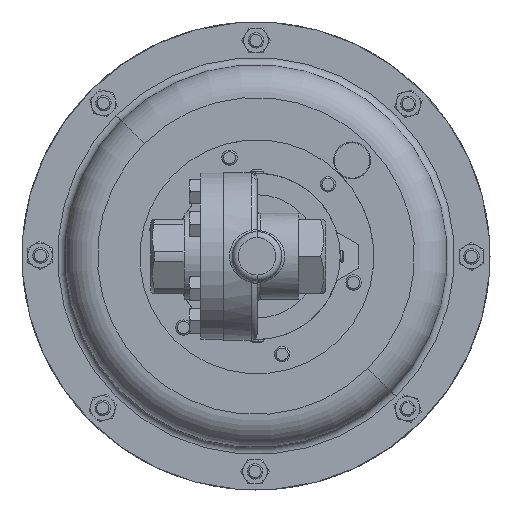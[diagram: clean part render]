
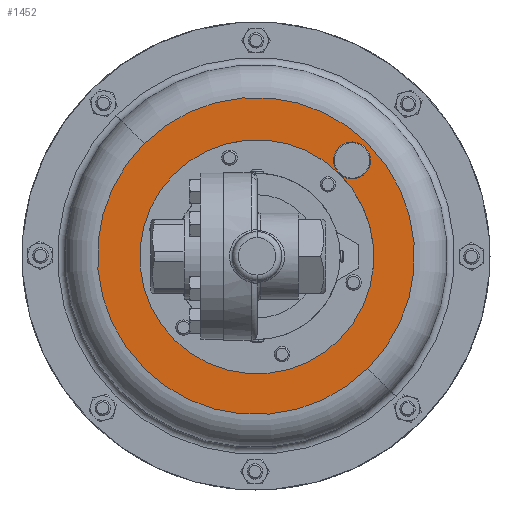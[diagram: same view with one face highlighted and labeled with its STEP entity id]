
A CAD part, front view. The second image highlights one B-rep face of the part: STEP entity #1452.
In plain terms, the highlighted planar face has unit normal (0, -1, 0).
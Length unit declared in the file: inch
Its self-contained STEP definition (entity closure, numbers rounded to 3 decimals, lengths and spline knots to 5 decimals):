
#182 = CIRCLE ( 'NONE', #4080, 0.375 ) ;
#584 = EDGE_CURVE ( 'NONE', #11303, #4054, #15043, .T. ) ;
#754 = CARTESIAN_POINT ( 'NONE',  ( -1.13504, 9.29072, 5.78935 ) ) ;
#1012 = ORIENTED_EDGE ( 'NONE', *, *, #584, .T. ) ;
#1048 = DIRECTION ( 'NONE',  ( -0.61, 0., 0.792 ) ) ;
#1191 = CARTESIAN_POINT ( 'NONE',  ( 1.13584, 9.29072, 3.50788 ) ) ;
#1452 = ADVANCED_FACE ( 'NONE', ( #18146, #14074 ), #5921, .T. ) ;
#1621 = ORIENTED_EDGE ( 'NONE', *, *, #14043, .F. ) ;
#1651 = EDGE_CURVE ( 'NONE', #11295, #14097, #8354, .T. ) ;
#2363 = VERTEX_POINT ( 'NONE', #12541 ) ;
#2714 = DIRECTION ( 'NONE',  ( -0.705, 0., 0.709 ) ) ;
#2855 = DIRECTION ( 'NONE',  ( -0.713, 0., 0.701 ) ) ;
#3482 = VERTEX_POINT ( 'NONE', #10032 ) ;
#3888 = EDGE_CURVE ( 'NONE', #18939, #2363, #3924, .T. ) ;
#3908 = CIRCLE ( 'NONE', #13353, 0.375 ) ;
#3924 = CIRCLE ( 'NONE', #18242, 0.375 ) ;
#4054 = VERTEX_POINT ( 'NONE', #6032 ) ;
#4071 = CARTESIAN_POINT ( 'NONE',  ( 3.0849, 9.29072, 5.4479 ) ) ;
#4080 = AXIS2_PLACEMENT_3D ( 'NONE', #17864, #8684, #19417 ) ;
#4459 = EDGE_CURVE ( 'NONE', #4054, #18939, #3908, .T. ) ;
#4911 = CARTESIAN_POINT ( 'NONE',  ( 1.13584, 9.29072, 3.50788 ) ) ;
#5600 = DIRECTION ( 'NONE',  ( -0.61, 0., 0.792 ) ) ;
#5921 = PLANE ( 'NONE',  #15488 ) ;
#6032 = CARTESIAN_POINT ( 'NONE',  ( 2.81813, 9.29072, 5.18435 ) ) ;
#6493 = DIRECTION ( 'NONE',  ( -0.705, 0., 0.709 ) ) ;
#7202 = EDGE_CURVE ( 'NONE', #12094, #3482, #8664, .T. ) ;
#7617 = DIRECTION ( 'NONE',  ( 0., 1., 0. ) ) ;
#7708 = DIRECTION ( 'NONE',  ( 0., 1., 0. ) ) ;
#7928 = AXIS2_PLACEMENT_3D ( 'NONE', #16813, #7617, #18337 ) ;
#8354 = CIRCLE ( 'NONE', #8963, 2.375 ) ;
#8592 = ORIENTED_EDGE ( 'NONE', *, *, #7202, .F. ) ;
#8664 = CIRCLE ( 'NONE', #13654, 3.219 ) ;
#8684 = DIRECTION ( 'NONE',  ( 0., 1., 0. ) ) ;
#8960 = DIRECTION ( 'NONE',  ( 0.705, 0., -0.709 ) ) ;
#8963 = AXIS2_PLACEMENT_3D ( 'NONE', #8979, #10534, #2855 ) ;
#8979 = CARTESIAN_POINT ( 'NONE',  ( 1.152, 9.29072, 3.49184 ) ) ;
#9784 = ORIENTED_EDGE ( 'NONE', *, *, #18771, .T. ) ;
#9801 = ORIENTED_EDGE ( 'NONE', *, *, #1651, .T. ) ;
#9943 = AXIS2_PLACEMENT_3D ( 'NONE', #4911, #15662, #6493 ) ;
#10032 = CARTESIAN_POINT ( 'NONE',  ( 3.40672, 9.29072, 1.22642 ) ) ;
#10280 = DIRECTION ( 'NONE',  ( 0., 1., 0. ) ) ;
#10488 = AXIS2_PLACEMENT_3D ( 'NONE', #16896, #7708, #18430 ) ;
#10534 = DIRECTION ( 'NONE',  ( 0., 1., 0. ) ) ;
#10943 = ORIENTED_EDGE ( 'NONE', *, *, #3888, .T. ) ;
#11126 = CIRCLE ( 'NONE', #9943, 3.219 ) ;
#11295 = VERTEX_POINT ( 'NONE', #13814 ) ;
#11303 = VERTEX_POINT ( 'NONE', #16914 ) ;
#11954 = DIRECTION ( 'NONE',  ( 0., 1., 0. ) ) ;
#12094 = VERTEX_POINT ( 'NONE', #754 ) ;
#12263 = CARTESIAN_POINT ( 'NONE',  ( 3.41731, 9.29072, 5.77876 ) ) ;
#12541 = CARTESIAN_POINT ( 'NONE',  ( 3.31381, 9.29072, 5.15087 ) ) ;
#13353 = AXIS2_PLACEMENT_3D ( 'NONE', #4071, #14813, #5600 ) ;
#13654 = AXIS2_PLACEMENT_3D ( 'NONE', #1191, #11954, #2714 ) ;
#13814 = CARTESIAN_POINT ( 'NONE',  ( 2.82455, 9.29072, 5.17801 ) ) ;
#14043 = EDGE_CURVE ( 'NONE', #3482, #12094, #11126, .T. ) ;
#14074 = FACE_BOUND ( 'NONE', #14318, .T. ) ;
#14097 = VERTEX_POINT ( 'NONE', #18901 ) ;
#14318 = EDGE_LOOP ( 'NONE', ( #15343, #10943, #9784, #9801, #17917, #1012 ) ) ;
#14813 = DIRECTION ( 'NONE',  ( 0., 1., 0. ) ) ;
#15043 = CIRCLE ( 'NONE', #10488, 2.375 ) ;
#15343 = ORIENTED_EDGE ( 'NONE', *, *, #4459, .T. ) ;
#15488 = AXIS2_PLACEMENT_3D ( 'NONE', #12263, #19698, #8960 ) ;
#15662 = DIRECTION ( 'NONE',  ( 0., 1., 0. ) ) ;
#16494 = EDGE_CURVE ( 'NONE', #14097, #11303, #16602, .T. ) ;
#16602 = CIRCLE ( 'NONE', #7928, 2.375 ) ;
#16813 = CARTESIAN_POINT ( 'NONE',  ( 1.152, 9.29072, 3.49184 ) ) ;
#16856 = CARTESIAN_POINT ( 'NONE',  ( 2.85599, 9.29072, 5.74493 ) ) ;
#16896 = CARTESIAN_POINT ( 'NONE',  ( 1.152, 9.29072, 3.49184 ) ) ;
#16914 = CARTESIAN_POINT ( 'NONE',  ( -0.54195, 9.29072, 5.15652 ) ) ;
#17624 = EDGE_LOOP ( 'NONE', ( #8592, #1621 ) ) ;
#17864 = CARTESIAN_POINT ( 'NONE',  ( 3.0849, 9.29072, 5.4479 ) ) ;
#17917 = ORIENTED_EDGE ( 'NONE', *, *, #16494, .T. ) ;
#18146 = FACE_OUTER_BOUND ( 'NONE', #17624, .T. ) ;
#18242 = AXIS2_PLACEMENT_3D ( 'NONE', #19476, #10280, #1048 ) ;
#18337 = DIRECTION ( 'NONE',  ( -0.713, 0., 0.701 ) ) ;
#18430 = DIRECTION ( 'NONE',  ( -0.713, 0., 0.701 ) ) ;
#18771 = EDGE_CURVE ( 'NONE', #2363, #11295, #182, .T. ) ;
#18901 = CARTESIAN_POINT ( 'NONE',  ( 2.84595, 9.29072, 1.82716 ) ) ;
#18939 = VERTEX_POINT ( 'NONE', #16856 ) ;
#19417 = DIRECTION ( 'NONE',  ( -0.61, 0., 0.792 ) ) ;
#19476 = CARTESIAN_POINT ( 'NONE',  ( 3.0849, 9.29072, 5.4479 ) ) ;
#19698 = DIRECTION ( 'NONE',  ( 0., -1., 0. ) ) ;
